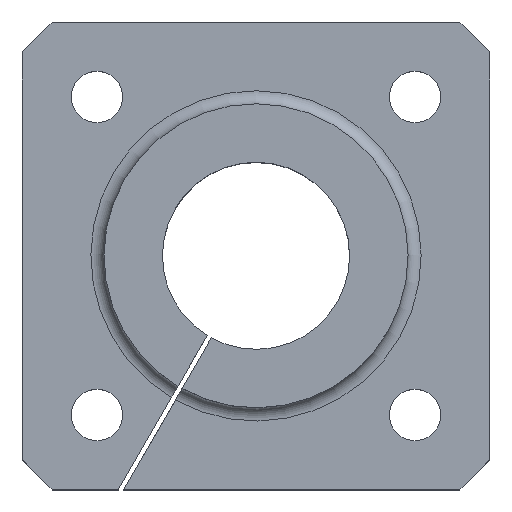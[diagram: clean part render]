
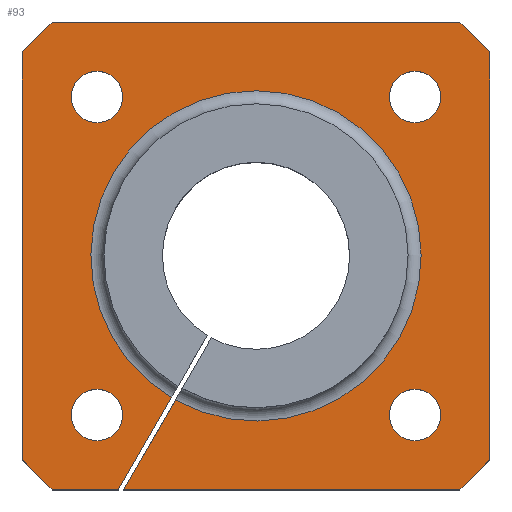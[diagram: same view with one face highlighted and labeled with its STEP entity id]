
A CAD part, top view. The second image highlights one B-rep face of the part: STEP entity #93.
In plain terms, the highlighted planar face has unit normal (0, 0, 1).
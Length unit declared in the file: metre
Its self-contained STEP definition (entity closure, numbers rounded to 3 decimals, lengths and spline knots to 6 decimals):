
#93 = ADVANCED_FACE( '', ( #200, #201, #202, #203, #204 ), #205, .T. );
#200 = FACE_OUTER_BOUND( '', #325, .T. );
#201 = FACE_BOUND( '', #326, .T. );
#202 = FACE_BOUND( '', #327, .T. );
#203 = FACE_BOUND( '', #328, .T. );
#204 = FACE_BOUND( '', #329, .T. );
#205 = PLANE( '', #330 );
#325 = EDGE_LOOP( '', ( #525, #526, #527, #528, #529, #530, #531, #532, #533, #534, #535, #536 ) );
#326 = EDGE_LOOP( '', ( #537 ) );
#327 = EDGE_LOOP( '', ( #538 ) );
#328 = EDGE_LOOP( '', ( #539 ) );
#329 = EDGE_LOOP( '', ( #540 ) );
#330 = AXIS2_PLACEMENT_3D( '', #541, #542, #543 );
#525 = ORIENTED_EDGE( '', *, *, #699, .F. );
#526 = ORIENTED_EDGE( '', *, *, #746, .T. );
#527 = ORIENTED_EDGE( '', *, *, #714, .T. );
#528 = ORIENTED_EDGE( '', *, *, #719, .T. );
#529 = ORIENTED_EDGE( '', *, *, #747, .T. );
#530 = ORIENTED_EDGE( '', *, *, #731, .T. );
#531 = ORIENTED_EDGE( '', *, *, #706, .T. );
#532 = ORIENTED_EDGE( '', *, *, #748, .T. );
#533 = ORIENTED_EDGE( '', *, *, #723, .T. );
#534 = ORIENTED_EDGE( '', *, *, #749, .T. );
#535 = ORIENTED_EDGE( '', *, *, #750, .F. );
#536 = ORIENTED_EDGE( '', *, *, #751, .T. );
#537 = ORIENTED_EDGE( '', *, *, #752, .T. );
#538 = ORIENTED_EDGE( '', *, *, #753, .T. );
#539 = ORIENTED_EDGE( '', *, *, #735, .T. );
#540 = ORIENTED_EDGE( '', *, *, #677, .T. );
#541 = CARTESIAN_POINT( '', ( -0.05, -0.05, 0.013 ) );
#542 = DIRECTION( '', ( 0., 0., 1. ) );
#543 = DIRECTION( '', ( 1., 0., 0. ) );
#677 = EDGE_CURVE( '', #792, #792, #793, .T. );
#699 = EDGE_CURVE( '', #829, #831, #832, .T. );
#706 = EDGE_CURVE( '', #841, #842, #843, .F. );
#714 = EDGE_CURVE( '', #854, #855, #856, .F. );
#719 = EDGE_CURVE( '', #855, #863, #864, .T. );
#723 = EDGE_CURVE( '', #869, #870, #871, .F. );
#731 = EDGE_CURVE( '', #883, #841, #884, .T. );
#735 = EDGE_CURVE( '', #889, #889, #890, .T. );
#746 = EDGE_CURVE( '', #829, #854, #904, .T. );
#747 = EDGE_CURVE( '', #863, #883, #905, .F. );
#748 = EDGE_CURVE( '', #842, #869, #906, .T. );
#749 = EDGE_CURVE( '', #870, #907, #908, .T. );
#750 = EDGE_CURVE( '', #909, #907, #910, .T. );
#751 = EDGE_CURVE( '', #909, #831, #911, .F. );
#752 = EDGE_CURVE( '', #912, #912, #913, .T. );
#753 = EDGE_CURVE( '', #914, #914, #915, .T. );
#792 = VERTEX_POINT( '', #961 );
#793 = CIRCLE( '', #962, 0.0055 );
#829 = VERTEX_POINT( '', #1017 );
#831 = VERTEX_POINT( '', #1020 );
#832 = LINE( '', #1021, #1022 );
#841 = VERTEX_POINT( '', #1050 );
#842 = VERTEX_POINT( '', #1051 );
#843 = LINE( '', #1052, #1053 );
#854 = VERTEX_POINT( '', #1067 );
#855 = VERTEX_POINT( '', #1068 );
#856 = LINE( '', #1069, #1070 );
#863 = VERTEX_POINT( '', #1080 );
#864 = LINE( '', #1081, #1082 );
#869 = VERTEX_POINT( '', #1089 );
#870 = VERTEX_POINT( '', #1090 );
#871 = LINE( '', #1091, #1092 );
#883 = VERTEX_POINT( '', #1108 );
#884 = LINE( '', #1109, #1110 );
#889 = VERTEX_POINT( '', #1116 );
#890 = CIRCLE( '', #1117, 0.0055 );
#904 = LINE( '', #1136, #1137 );
#905 = LINE( '', #1138, #1139 );
#906 = LINE( '', #1140, #1141 );
#907 = VERTEX_POINT( '', #1142 );
#908 = LINE( '', #1143, #1144 );
#909 = VERTEX_POINT( '', #1145 );
#910 = LINE( '', #1146, #1147 );
#911 = CIRCLE( '', #1148, 0.0353 );
#912 = VERTEX_POINT( '', #1149 );
#913 = CIRCLE( '', #1150, 0.0055 );
#914 = VERTEX_POINT( '', #1151 );
#915 = CIRCLE( '', #1152, 0.0055 );
#961 = CARTESIAN_POINT( '', ( -0.034, -0.0285, 0.013 ) );
#962 = AXIS2_PLACEMENT_3D( '', #1220, #1221, #1222 );
#1017 = CARTESIAN_POINT( '', ( -0.02829, -0.05, 0.013 ) );
#1020 = CARTESIAN_POINT( '', ( -0.017215, -0.030818, 0.013 ) );
#1021 = CARTESIAN_POINT( '', ( -0.033718, -0.059401, 0.013 ) );
#1022 = VECTOR( '', #1241, 1. );
#1050 = CARTESIAN_POINT( '', ( -0.0436, 0.05, 0.013 ) );
#1051 = CARTESIAN_POINT( '', ( -0.05, 0.0436, 0.013 ) );
#1052 = CARTESIAN_POINT( '', ( -0.0968, -0.0032, 0.013 ) );
#1053 = VECTOR( '', #1247, 1. );
#1067 = CARTESIAN_POINT( '', ( 0.0436, -0.05, 0.013 ) );
#1068 = CARTESIAN_POINT( '', ( 0.05, -0.0436, 0.013 ) );
#1069 = CARTESIAN_POINT( '', ( -0.0032, -0.0968, 0.013 ) );
#1070 = VECTOR( '', #1257, 1. );
#1080 = CARTESIAN_POINT( '', ( 0.05, 0.0436, 0.013 ) );
#1081 = CARTESIAN_POINT( '', ( 0.05, -0.05, 0.013 ) );
#1082 = VECTOR( '', #1261, 1. );
#1089 = CARTESIAN_POINT( '', ( -0.05, -0.0436, 0.013 ) );
#1090 = CARTESIAN_POINT( '', ( -0.0436, -0.05, 0.013 ) );
#1091 = CARTESIAN_POINT( '', ( -0.0468, -0.0468, 0.013 ) );
#1092 = VECTOR( '', #1264, 1. );
#1108 = CARTESIAN_POINT( '', ( 0.0436, 0.05, 0.013 ) );
#1109 = CARTESIAN_POINT( '', ( 0.05, 0.05, 0.013 ) );
#1110 = VECTOR( '', #1272, 1. );
#1116 = CARTESIAN_POINT( '', ( 0.034, 0.0395, 0.013 ) );
#1117 = AXIS2_PLACEMENT_3D( '', #1277, #1278, #1279 );
#1136 = CARTESIAN_POINT( '', ( -0.05, -0.05, 0.013 ) );
#1137 = VECTOR( '', #1288, 1. );
#1138 = CARTESIAN_POINT( '', ( 0.0468, 0.0468, 0.013 ) );
#1139 = VECTOR( '', #1289, 1. );
#1140 = CARTESIAN_POINT( '', ( -0.05, 0.05, 0.013 ) );
#1141 = VECTOR( '', #1290, 1. );
#1142 = CARTESIAN_POINT( '', ( -0.029445, -0.05, 0.013 ) );
#1143 = CARTESIAN_POINT( '', ( -0.05, -0.05, 0.013 ) );
#1144 = VECTOR( '', #1291, 1. );
#1145 = CARTESIAN_POINT( '', ( -0.018081, -0.030318, 0.013 ) );
#1146 = CARTESIAN_POINT( '', ( -0.034584, -0.058901, 0.013 ) );
#1147 = VECTOR( '', #1292, 1. );
#1148 = AXIS2_PLACEMENT_3D( '', #1293, #1294, #1295 );
#1149 = CARTESIAN_POINT( '', ( 0.034, -0.0285, 0.013 ) );
#1150 = AXIS2_PLACEMENT_3D( '', #1296, #1297, #1298 );
#1151 = CARTESIAN_POINT( '', ( -0.034, 0.0395, 0.013 ) );
#1152 = AXIS2_PLACEMENT_3D( '', #1299, #1300, #1301 );
#1220 = CARTESIAN_POINT( '', ( -0.034, -0.034, 0.013 ) );
#1221 = DIRECTION( '', ( 0., 0., -1. ) );
#1222 = DIRECTION( '', ( 0., 1., 0. ) );
#1241 = DIRECTION( '', ( 0.5, 0.866, 0. ) );
#1247 = DIRECTION( '', ( 0.707, 0.707, 0. ) );
#1257 = DIRECTION( '', ( -0.707, -0.707, 0. ) );
#1261 = DIRECTION( '', ( 0., 1., 0. ) );
#1264 = DIRECTION( '', ( -0.707, 0.707, 0. ) );
#1272 = DIRECTION( '', ( -1., 0., 0. ) );
#1277 = CARTESIAN_POINT( '', ( 0.034, 0.034, 0.013 ) );
#1278 = DIRECTION( '', ( 0., 0., -1. ) );
#1279 = DIRECTION( '', ( 0., 1., 0. ) );
#1288 = DIRECTION( '', ( 1., 0., 0. ) );
#1289 = DIRECTION( '', ( 0.707, -0.707, 0. ) );
#1290 = DIRECTION( '', ( 0., -1., 0. ) );
#1291 = DIRECTION( '', ( 1., 0., 0. ) );
#1292 = DIRECTION( '', ( -0.5, -0.866, 0. ) );
#1293 = CARTESIAN_POINT( '', ( 0., 0., 0.013 ) );
#1294 = DIRECTION( '', ( 0., 0., 1. ) );
#1295 = DIRECTION( '', ( 1., 0., 0. ) );
#1296 = CARTESIAN_POINT( '', ( 0.034, -0.034, 0.013 ) );
#1297 = DIRECTION( '', ( 0., 0., -1. ) );
#1298 = DIRECTION( '', ( 0., 1., 0. ) );
#1299 = CARTESIAN_POINT( '', ( -0.034, 0.034, 0.013 ) );
#1300 = DIRECTION( '', ( 0., 0., -1. ) );
#1301 = DIRECTION( '', ( 0., 1., 0. ) );
